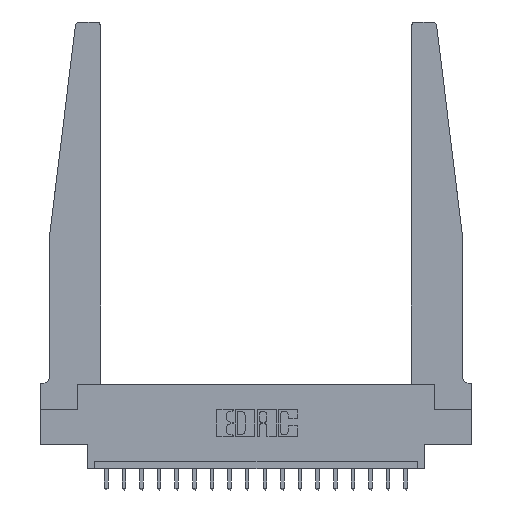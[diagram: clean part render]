
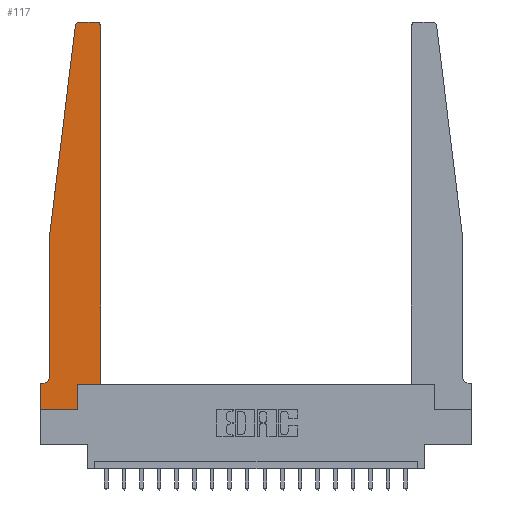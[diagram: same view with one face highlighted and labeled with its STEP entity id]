
A CAD part, top view. The second image highlights one B-rep face of the part: STEP entity #117.
In plain terms, the highlighted planar face has unit normal (0, 0, 1).
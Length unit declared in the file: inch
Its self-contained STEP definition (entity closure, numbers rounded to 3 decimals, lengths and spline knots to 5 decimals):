
#117 = ADVANCED_FACE ( 'NONE', ( #705 ), #12446, .T. ) ;
#192 = VECTOR ( 'NONE', #4481, 39.37008 ) ;
#705 = FACE_OUTER_BOUND ( 'NONE', #4720, .T. ) ;
#880 = LINE ( 'NONE', #12894, #3039 ) ;
#1310 = CARTESIAN_POINT ( 'NONE',  ( 0.015, 0.1875, 0.37 ) ) ;
#1823 = EDGE_CURVE ( 'NONE', #16628, #15096, #18439, .T. ) ;
#2213 = DIRECTION ( 'NONE',  ( 1., 0., 0. ) ) ;
#2392 = VECTOR ( 'NONE', #8140, 39.37008 ) ;
#2396 = LINE ( 'NONE', #13204, #9305 ) ;
#2887 = DIRECTION ( 'NONE',  ( 0., 1., 0. ) ) ;
#2959 = LINE ( 'NONE', #19469, #8680 ) ;
#2962 = VERTEX_POINT ( 'NONE', #9621 ) ;
#3039 = VECTOR ( 'NONE', #13094, 39.37008 ) ;
#3072 = ORIENTED_EDGE ( 'NONE', *, *, #15292, .T. ) ;
#3636 = CARTESIAN_POINT ( 'NONE',  ( 0., 0., 0.37 ) ) ;
#3662 = EDGE_CURVE ( 'NONE', #4651, #2962, #11558, .T. ) ;
#3709 = CIRCLE ( 'NONE', #7848, 0.05 ) ;
#4049 = CARTESIAN_POINT ( 'NONE',  ( 0.25, 2.75, 0.37 ) ) ;
#4188 = DIRECTION ( 'NONE',  ( 1., 0., 0. ) ) ;
#4476 = CARTESIAN_POINT ( 'NONE',  ( 0.27653, 2.72, 0.37 ) ) ;
#4481 = DIRECTION ( 'NONE',  ( -1., 0., 0. ) ) ;
#4651 = VERTEX_POINT ( 'NONE', #13286 ) ;
#4720 = EDGE_LOOP ( 'NONE', ( #12765, #13743, #10408, #6763, #7187, #12654, #5442, #3072, #18679, #9357, #10571, #14842 ) ) ;
#4734 = DIRECTION ( 'NONE',  ( 1., 0., 0. ) ) ;
#4898 = VERTEX_POINT ( 'NONE', #17352 ) ;
#4990 = EDGE_CURVE ( 'NONE', #15096, #13281, #8431, .T. ) ;
#5020 = AXIS2_PLACEMENT_3D ( 'NONE', #14510, #6250, #4734 ) ;
#5442 = ORIENTED_EDGE ( 'NONE', *, *, #17371, .T. ) ;
#5769 = DIRECTION ( 'NONE',  ( 0., 1., 0. ) ) ;
#5847 = CARTESIAN_POINT ( 'NONE',  ( 0.2605, 0., 0.37 ) ) ;
#5893 = DIRECTION ( 'NONE',  ( 0., 0., 1. ) ) ;
#6250 = DIRECTION ( 'NONE',  ( 0., 0., 1. ) ) ;
#6574 = CARTESIAN_POINT ( 'NONE',  ( 0.27653, 2.75, 0.37 ) ) ;
#6763 = ORIENTED_EDGE ( 'NONE', *, *, #10652, .T. ) ;
#7187 = ORIENTED_EDGE ( 'NONE', *, *, #17855, .T. ) ;
#7848 = AXIS2_PLACEMENT_3D ( 'NONE', #8339, #14660, #13168 ) ;
#8140 = DIRECTION ( 'NONE',  ( -0.122, -0.992, 0. ) ) ;
#8143 = DIRECTION ( 'NONE',  ( -1., 0., 0. ) ) ;
#8339 = CARTESIAN_POINT ( 'NONE',  ( 0.015, 0.2375, 0.37 ) ) ;
#8348 = CIRCLE ( 'NONE', #19545, 0.03 ) ;
#8431 = LINE ( 'NONE', #4049, #17167 ) ;
#8448 = VECTOR ( 'NONE', #15740, 39.37008 ) ;
#8680 = VECTOR ( 'NONE', #5769, 39.37008 ) ;
#8876 = DIRECTION ( 'NONE',  ( 0., -1., 0. ) ) ;
#9162 = CARTESIAN_POINT ( 'NONE',  ( 0., 0.1875, 0.37 ) ) ;
#9289 = CARTESIAN_POINT ( 'NONE',  ( 0.065, 0.1875, 0.37 ) ) ;
#9305 = VECTOR ( 'NONE', #8876, 39.37008 ) ;
#9357 = ORIENTED_EDGE ( 'NONE', *, *, #9882, .T. ) ;
#9621 = CARTESIAN_POINT ( 'NONE',  ( 0.065, 1.25, 0.37 ) ) ;
#9882 = EDGE_CURVE ( 'NONE', #4898, #10620, #13467, .T. ) ;
#9904 = EDGE_CURVE ( 'NONE', #16680, #4898, #2959, .T. ) ;
#10408 = ORIENTED_EDGE ( 'NONE', *, *, #3662, .T. ) ;
#10483 = VERTEX_POINT ( 'NONE', #14209 ) ;
#10571 = ORIENTED_EDGE ( 'NONE', *, *, #16020, .T. ) ;
#10620 = VERTEX_POINT ( 'NONE', #16485 ) ;
#10652 = EDGE_CURVE ( 'NONE', #2962, #11655, #2396, .T. ) ;
#11242 = EDGE_CURVE ( 'NONE', #13281, #4651, #8348, .T. ) ;
#11558 = LINE ( 'NONE', #14649, #2392 ) ;
#11655 = VERTEX_POINT ( 'NONE', #16183 ) ;
#12446 = PLANE ( 'NONE',  #5020 ) ;
#12654 = ORIENTED_EDGE ( 'NONE', *, *, #17162, .T. ) ;
#12765 = ORIENTED_EDGE ( 'NONE', *, *, #4990, .T. ) ;
#12771 = CARTESIAN_POINT ( 'NONE',  ( 0.425, 2.72, 0.37 ) ) ;
#12894 = CARTESIAN_POINT ( 'NONE',  ( 0., 0., 0.37 ) ) ;
#13094 = DIRECTION ( 'NONE',  ( 0., -1., 0. ) ) ;
#13168 = DIRECTION ( 'NONE',  ( -1., 0., 0. ) ) ;
#13204 = CARTESIAN_POINT ( 'NONE',  ( 0.065, 1.25, 0.37 ) ) ;
#13281 = VERTEX_POINT ( 'NONE', #6574 ) ;
#13286 = CARTESIAN_POINT ( 'NONE',  ( 0.24675, 2.72367, 0.37 ) ) ;
#13467 = LINE ( 'NONE', #15260, #17588 ) ;
#13743 = ORIENTED_EDGE ( 'NONE', *, *, #11242, .T. ) ;
#14209 = CARTESIAN_POINT ( 'NONE',  ( 0., 0., 0.37 ) ) ;
#14510 = CARTESIAN_POINT ( 'NONE',  ( 0., 0.1875, 0.37 ) ) ;
#14649 = CARTESIAN_POINT ( 'NONE',  ( 0.065, 1.25, 0.37 ) ) ;
#14660 = DIRECTION ( 'NONE',  ( 0., 0., -1. ) ) ;
#14842 = ORIENTED_EDGE ( 'NONE', *, *, #1823, .T. ) ;
#15096 = VERTEX_POINT ( 'NONE', #16158 ) ;
#15199 = LINE ( 'NONE', #9289, #192 ) ;
#15260 = CARTESIAN_POINT ( 'NONE',  ( 0.425, 0.18, 0.37 ) ) ;
#15292 = EDGE_CURVE ( 'NONE', #10483, #16680, #17420, .T. ) ;
#15740 = DIRECTION ( 'NONE',  ( 1., 0., 0. ) ) ;
#15937 = DIRECTION ( 'NONE',  ( 0., 0., 1. ) ) ;
#16020 = EDGE_CURVE ( 'NONE', #10620, #16628, #19595, .T. ) ;
#16158 = CARTESIAN_POINT ( 'NONE',  ( 0.395, 2.75, 0.37 ) ) ;
#16183 = CARTESIAN_POINT ( 'NONE',  ( 0.065, 0.2375, 0.37 ) ) ;
#16305 = CARTESIAN_POINT ( 'NONE',  ( 0.395, 2.72, 0.37 ) ) ;
#16485 = CARTESIAN_POINT ( 'NONE',  ( 0.425, 0.18, 0.37 ) ) ;
#16628 = VERTEX_POINT ( 'NONE', #12771 ) ;
#16680 = VERTEX_POINT ( 'NONE', #5847 ) ;
#16846 = AXIS2_PLACEMENT_3D ( 'NONE', #16305, #15937, #2213 ) ;
#16853 = DIRECTION ( 'NONE',  ( 1., 0., 0. ) ) ;
#17108 = VECTOR ( 'NONE', #2887, 39.37008 ) ;
#17162 = EDGE_CURVE ( 'NONE', #18423, #17574, #15199, .T. ) ;
#17167 = VECTOR ( 'NONE', #8143, 39.37008 ) ;
#17352 = CARTESIAN_POINT ( 'NONE',  ( 0.2605, 0.18, 0.37 ) ) ;
#17371 = EDGE_CURVE ( 'NONE', #17574, #10483, #880, .T. ) ;
#17420 = LINE ( 'NONE', #3636, #8448 ) ;
#17574 = VERTEX_POINT ( 'NONE', #9162 ) ;
#17588 = VECTOR ( 'NONE', #16853, 39.37008 ) ;
#17855 = EDGE_CURVE ( 'NONE', #11655, #18423, #3709, .T. ) ;
#18084 = CARTESIAN_POINT ( 'NONE',  ( 0.425, 0.18, 0.37 ) ) ;
#18423 = VERTEX_POINT ( 'NONE', #1310 ) ;
#18439 = CIRCLE ( 'NONE', #16846, 0.03 ) ;
#18679 = ORIENTED_EDGE ( 'NONE', *, *, #9904, .T. ) ;
#19469 = CARTESIAN_POINT ( 'NONE',  ( 0.2605, 0.18, 0.37 ) ) ;
#19545 = AXIS2_PLACEMENT_3D ( 'NONE', #4476, #5893, #4188 ) ;
#19595 = LINE ( 'NONE', #18084, #17108 ) ;
